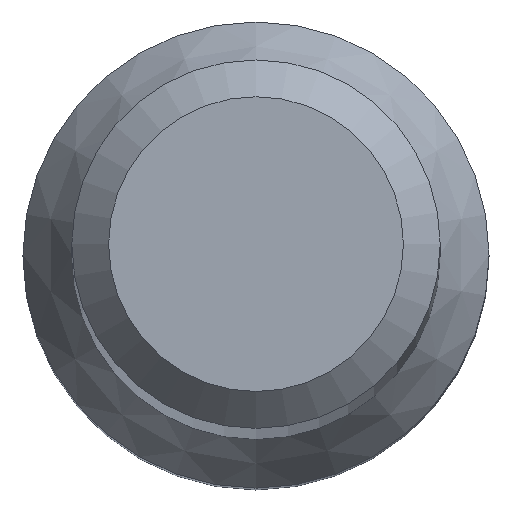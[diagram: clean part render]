
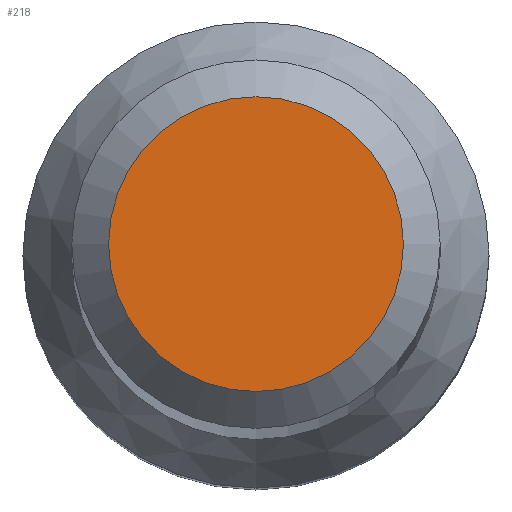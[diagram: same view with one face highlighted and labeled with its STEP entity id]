
A CAD part, top view. The second image highlights one B-rep face of the part: STEP entity #218.
In plain terms, the highlighted planar face has unit normal (0, 0, 1).
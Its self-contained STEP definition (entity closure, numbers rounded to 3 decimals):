
#3 = VERTEX_POINT ( 'NONE', #24 ) ;
#24 = CARTESIAN_POINT ( 'NONE',  ( 0., 1.6, 80. ) ) ;
#52 = EDGE_CURVE ( 'NONE', #3, #3, #67, .T. ) ;
#67 = CIRCLE ( 'NONE', #114, 1.6 ) ;
#75 = FACE_OUTER_BOUND ( 'NONE', #104, .T. ) ;
#86 = ORIENTED_EDGE ( 'NONE', *, *, #52, .F. ) ;
#104 = EDGE_LOOP ( 'NONE', ( #86 ) ) ;
#114 = AXIS2_PLACEMENT_3D ( 'NONE', #130, #172, #225 ) ;
#127 = PLANE ( 'NONE',  #154 ) ;
#128 = CARTESIAN_POINT ( 'NONE',  ( 0., 0., 80. ) ) ;
#130 = CARTESIAN_POINT ( 'NONE',  ( 0., 0., 80. ) ) ;
#154 = AXIS2_PLACEMENT_3D ( 'NONE', #128, #204, #205 ) ;
#172 = DIRECTION ( 'NONE',  ( 0., 0., -1. ) ) ;
#204 = DIRECTION ( 'NONE',  ( 0., 0., -1. ) ) ;
#205 = DIRECTION ( 'NONE',  ( 0., 1., 0. ) ) ;
#218 = ADVANCED_FACE ( 'NONE', ( #75 ), #127, .F. ) ;
#225 = DIRECTION ( 'NONE',  ( 0., 1., 0. ) ) ;
